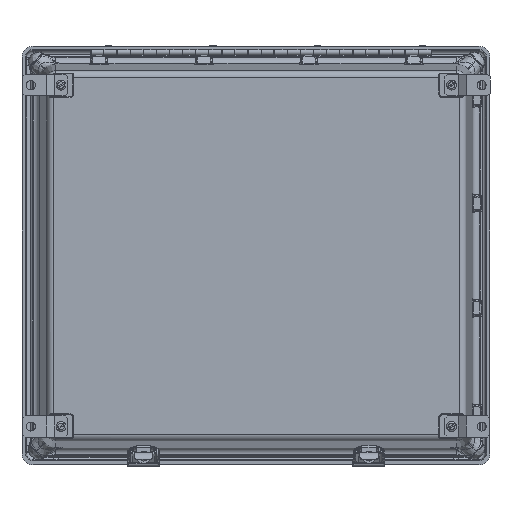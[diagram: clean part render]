
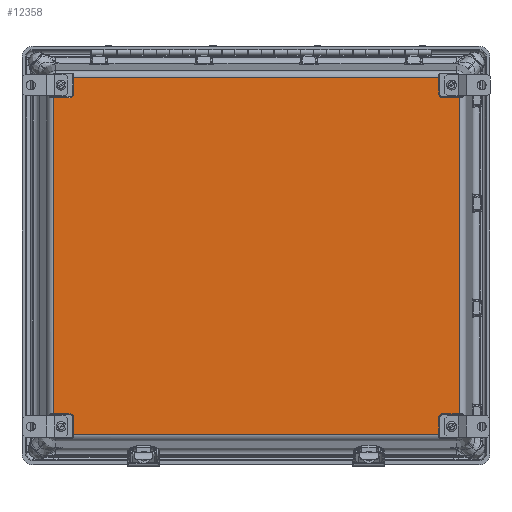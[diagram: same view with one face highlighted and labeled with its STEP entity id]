
A CAD part, front view. The second image highlights one B-rep face of the part: STEP entity #12358.
In plain terms, the highlighted planar face has unit normal (0, -1, 0).
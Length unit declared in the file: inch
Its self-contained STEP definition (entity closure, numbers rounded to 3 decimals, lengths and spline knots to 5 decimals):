
#1453 = VECTOR ( 'NONE', #68168, 39.37008 ) ;
#2007 = CARTESIAN_POINT ( 'NONE',  ( -6.97148, -8.12956, -6.81642 ) ) ;
#2270 = CARTESIAN_POINT ( 'NONE',  ( -7.75474, -8.12956, -6.71644 ) ) ;
#2772 = EDGE_CURVE ( 'NONE', #12697, #12020, #35741, .T. ) ;
#3351 = EDGE_CURVE ( 'NONE', #60864, #22881, #24977, .T. ) ;
#3490 = AXIS2_PLACEMENT_3D ( 'NONE', #8149, #44940, #13400 ) ;
#3693 = CARTESIAN_POINT ( 'NONE',  ( 7.75464, -8.12956, -6.71644 ) ) ;
#3759 = DIRECTION ( 'NONE',  ( 0., 1., 0. ) ) ;
#4903 = CARTESIAN_POINT ( 'NONE',  ( -7.75474, -8.12956, 6.03307 ) ) ;
#5488 = EDGE_CURVE ( 'NONE', #36393, #50286, #65244, .T. ) ;
#7063 = EDGE_LOOP ( 'NONE', ( #44372, #39273, #30354, #9643, #38482, #64864, #22844, #49206, #7209, #33318, #54626, #7640, #13993, #63438, #61915, #42934 ) ) ;
#7209 = ORIENTED_EDGE ( 'NONE', *, *, #2772, .T. ) ;
#7561 = DIRECTION ( 'NONE',  ( 0., 0., -1. ) ) ;
#7640 = ORIENTED_EDGE ( 'NONE', *, *, #35910, .T. ) ;
#7777 = LINE ( 'NONE', #10397, #62117 ) ;
#8149 = CARTESIAN_POINT ( 'NONE',  ( 7.11089, -8.12956, -6.17268 ) ) ;
#8487 = LINE ( 'NONE', #10212, #20785 ) ;
#9022 = LINE ( 'NONE', #49616, #51027 ) ;
#9643 = ORIENTED_EDGE ( 'NONE', *, *, #39232, .T. ) ;
#10099 = VECTOR ( 'NONE', #54738, 39.37008 ) ;
#10212 = CARTESIAN_POINT ( 'NONE',  ( -7.65475, -8.12956, -6.81642 ) ) ;
#10334 = VECTOR ( 'NONE', #24559, 39.37008 ) ;
#10397 = CARTESIAN_POINT ( 'NONE',  ( -7.75474, -8.12956, 6.03307 ) ) ;
#10576 = CARTESIAN_POINT ( 'NONE',  ( -7.11099, -8.12956, 6.17258 ) ) ;
#10722 = CARTESIAN_POINT ( 'NONE',  ( -7.11099, -8.12956, -6.03316 ) ) ;
#10739 = VERTEX_POINT ( 'NONE', #66016 ) ;
#11786 = VERTEX_POINT ( 'NONE', #18875 ) ;
#12020 = VERTEX_POINT ( 'NONE', #62606 ) ;
#12358 = ADVANCED_FACE ( 'NONE', ( #19534 ), #35831, .T. ) ;
#12697 = VERTEX_POINT ( 'NONE', #64608 ) ;
#13400 = DIRECTION ( 'NONE',  ( 0., 0., -1. ) ) ;
#13708 = VERTEX_POINT ( 'NONE', #25199 ) ;
#13993 = ORIENTED_EDGE ( 'NONE', *, *, #35533, .T. ) ;
#15836 = DIRECTION ( 'NONE',  ( 0., 0., -1. ) ) ;
#17381 = CARTESIAN_POINT ( 'NONE',  ( 6.97138, -8.12956, -6.17268 ) ) ;
#18101 = DIRECTION ( 'NONE',  ( 0., 1., 0. ) ) ;
#18875 = CARTESIAN_POINT ( 'NONE',  ( -7.75474, -8.12956, -6.03316 ) ) ;
#19534 = FACE_OUTER_BOUND ( 'NONE', #7063, .T. ) ;
#20622 = CARTESIAN_POINT ( 'NONE',  ( -6.97148, -8.12956, -6.17268 ) ) ;
#20785 = VECTOR ( 'NONE', #62911, 39.37008 ) ;
#20880 = AXIS2_PLACEMENT_3D ( 'NONE', #35301, #3759, #40563 ) ;
#21385 = VERTEX_POINT ( 'NONE', #4903 ) ;
#22844 = ORIENTED_EDGE ( 'NONE', *, *, #38837, .T. ) ;
#22881 = VERTEX_POINT ( 'NONE', #66067 ) ;
#24091 = LINE ( 'NONE', #43637, #10099 ) ;
#24559 = DIRECTION ( 'NONE',  ( 0., 0., 1. ) ) ;
#24977 = CIRCLE ( 'NONE', #3490, 0.13951 ) ;
#25199 = CARTESIAN_POINT ( 'NONE',  ( 7.75464, -8.12956, 6.03307 ) ) ;
#25218 = CIRCLE ( 'NONE', #47147, 0.13951 ) ;
#27808 = DIRECTION ( 'NONE',  ( 1., 0., 0. ) ) ;
#28889 = VERTEX_POINT ( 'NONE', #35938 ) ;
#28920 = VECTOR ( 'NONE', #33559, 39.37008 ) ;
#29514 = LINE ( 'NONE', #62859, #1453 ) ;
#30354 = ORIENTED_EDGE ( 'NONE', *, *, #41221, .T. ) ;
#32143 = CARTESIAN_POINT ( 'NONE',  ( -7.65475, -8.12956, 6.81633 ) ) ;
#32336 = AXIS2_PLACEMENT_3D ( 'NONE', #49677, #18101, #54975 ) ;
#32812 = VECTOR ( 'NONE', #7561, 39.37008 ) ;
#32952 = VERTEX_POINT ( 'NONE', #56203 ) ;
#33318 = ORIENTED_EDGE ( 'NONE', *, *, #43352, .T. ) ;
#33559 = DIRECTION ( 'NONE',  ( 0., 0., -1. ) ) ;
#33889 = DIRECTION ( 'NONE',  ( 0., 0., 1. ) ) ;
#34465 = LINE ( 'NONE', #2270, #32812 ) ;
#35301 = CARTESIAN_POINT ( 'NONE',  ( -7.11099, -8.12956, -6.17268 ) ) ;
#35445 = VECTOR ( 'NONE', #33889, 39.37008 ) ;
#35533 = EDGE_CURVE ( 'NONE', #32952, #40199, #25218, .T. ) ;
#35741 = CIRCLE ( 'NONE', #32336, 0.13951 ) ;
#35831 = PLANE ( 'NONE',  #47651 ) ;
#35910 = EDGE_CURVE ( 'NONE', #50286, #32952, #36703, .T. ) ;
#35938 = CARTESIAN_POINT ( 'NONE',  ( 7.75464, -8.12956, -6.03316 ) ) ;
#36393 = VERTEX_POINT ( 'NONE', #43599 ) ;
#36703 = LINE ( 'NONE', #63747, #49083 ) ;
#37060 = LINE ( 'NONE', #38438, #35445 ) ;
#38438 = CARTESIAN_POINT ( 'NONE',  ( 6.97138, -8.12956, 6.81633 ) ) ;
#38482 = ORIENTED_EDGE ( 'NONE', *, *, #3351, .T. ) ;
#38837 = EDGE_CURVE ( 'NONE', #28889, #13708, #53211, .T. ) ;
#39162 = VECTOR ( 'NONE', #51326, 39.37008 ) ;
#39232 = EDGE_CURVE ( 'NONE', #10739, #60864, #68004, .T. ) ;
#39273 = ORIENTED_EDGE ( 'NONE', *, *, #52660, .T. ) ;
#39835 = EDGE_CURVE ( 'NONE', #59580, #63730, #67951, .T. ) ;
#40199 = VERTEX_POINT ( 'NONE', #40704 ) ;
#40563 = DIRECTION ( 'NONE',  ( 0., 0., -1. ) ) ;
#40704 = CARTESIAN_POINT ( 'NONE',  ( -7.11099, -8.12956, 6.03307 ) ) ;
#41091 = DIRECTION ( 'NONE',  ( 0., 0., -1. ) ) ;
#41221 = EDGE_CURVE ( 'NONE', #42308, #10739, #8487, .T. ) ;
#42308 = VERTEX_POINT ( 'NONE', #43396 ) ;
#42530 = DIRECTION ( 'NONE',  ( 0., 0., -1. ) ) ;
#42934 = ORIENTED_EDGE ( 'NONE', *, *, #65658, .T. ) ;
#43352 = EDGE_CURVE ( 'NONE', #12020, #36393, #37060, .T. ) ;
#43396 = CARTESIAN_POINT ( 'NONE',  ( -6.97148, -8.12956, -6.81642 ) ) ;
#43599 = CARTESIAN_POINT ( 'NONE',  ( 6.97138, -8.12956, 6.81633 ) ) ;
#43637 = CARTESIAN_POINT ( 'NONE',  ( 7.75464, -8.12956, -6.03316 ) ) ;
#44372 = ORIENTED_EDGE ( 'NONE', *, *, #39835, .T. ) ;
#44940 = DIRECTION ( 'NONE',  ( 0., 1., 0. ) ) ;
#45156 = EDGE_CURVE ( 'NONE', #21385, #11786, #34465, .T. ) ;
#47147 = AXIS2_PLACEMENT_3D ( 'NONE', #10576, #47408, #15836 ) ;
#47408 = DIRECTION ( 'NONE',  ( 0., 1., 0. ) ) ;
#47651 = AXIS2_PLACEMENT_3D ( 'NONE', #62068, #61848, #41091 ) ;
#48337 = EDGE_CURVE ( 'NONE', #40199, #21385, #7777, .T. ) ;
#49083 = VECTOR ( 'NONE', #42530, 39.37008 ) ;
#49206 = ORIENTED_EDGE ( 'NONE', *, *, #54808, .T. ) ;
#49616 = CARTESIAN_POINT ( 'NONE',  ( -7.11099, -8.12956, -6.03316 ) ) ;
#49677 = CARTESIAN_POINT ( 'NONE',  ( 7.11089, -8.12956, 6.17258 ) ) ;
#49855 = EDGE_CURVE ( 'NONE', #22881, #28889, #24091, .T. ) ;
#50286 = VERTEX_POINT ( 'NONE', #63853 ) ;
#51027 = VECTOR ( 'NONE', #27808, 39.37008 ) ;
#51213 = VECTOR ( 'NONE', #58589, 39.37008 ) ;
#51247 = CARTESIAN_POINT ( 'NONE',  ( 6.97138, -8.12956, -6.17268 ) ) ;
#51326 = DIRECTION ( 'NONE',  ( 0., 0., 1. ) ) ;
#52660 = EDGE_CURVE ( 'NONE', #63730, #42308, #56883, .T. ) ;
#53211 = LINE ( 'NONE', #3693, #39162 ) ;
#54626 = ORIENTED_EDGE ( 'NONE', *, *, #5488, .T. ) ;
#54738 = DIRECTION ( 'NONE',  ( 1., 0., 0. ) ) ;
#54808 = EDGE_CURVE ( 'NONE', #13708, #12697, #29514, .T. ) ;
#54975 = DIRECTION ( 'NONE',  ( 0., 0., -1. ) ) ;
#56203 = CARTESIAN_POINT ( 'NONE',  ( -6.97148, -8.12956, 6.17258 ) ) ;
#56883 = LINE ( 'NONE', #2007, #28920 ) ;
#57814 = DIRECTION ( 'NONE',  ( -1., 0., 0. ) ) ;
#58589 = DIRECTION ( 'NONE',  ( -1., 0., 0. ) ) ;
#59580 = VERTEX_POINT ( 'NONE', #10722 ) ;
#60864 = VERTEX_POINT ( 'NONE', #17381 ) ;
#61848 = DIRECTION ( 'NONE',  ( 0., -1., 0. ) ) ;
#61915 = ORIENTED_EDGE ( 'NONE', *, *, #45156, .T. ) ;
#62068 = CARTESIAN_POINT ( 'NONE',  ( -7.65475, -8.12956, -6.71644 ) ) ;
#62117 = VECTOR ( 'NONE', #57814, 39.37008 ) ;
#62606 = CARTESIAN_POINT ( 'NONE',  ( 6.97138, -8.12956, 6.17258 ) ) ;
#62859 = CARTESIAN_POINT ( 'NONE',  ( 7.11089, -8.12956, 6.03307 ) ) ;
#62911 = DIRECTION ( 'NONE',  ( 1., 0., 0. ) ) ;
#63438 = ORIENTED_EDGE ( 'NONE', *, *, #48337, .T. ) ;
#63730 = VERTEX_POINT ( 'NONE', #20622 ) ;
#63747 = CARTESIAN_POINT ( 'NONE',  ( -6.97148, -8.12956, 6.17258 ) ) ;
#63853 = CARTESIAN_POINT ( 'NONE',  ( -6.97148, -8.12956, 6.81633 ) ) ;
#64608 = CARTESIAN_POINT ( 'NONE',  ( 7.11089, -8.12956, 6.03307 ) ) ;
#64864 = ORIENTED_EDGE ( 'NONE', *, *, #49855, .T. ) ;
#65244 = LINE ( 'NONE', #32143, #51213 ) ;
#65658 = EDGE_CURVE ( 'NONE', #11786, #59580, #9022, .T. ) ;
#66016 = CARTESIAN_POINT ( 'NONE',  ( 6.97138, -8.12956, -6.81642 ) ) ;
#66067 = CARTESIAN_POINT ( 'NONE',  ( 7.11089, -8.12956, -6.03316 ) ) ;
#67951 = CIRCLE ( 'NONE', #20880, 0.13951 ) ;
#68004 = LINE ( 'NONE', #51247, #10334 ) ;
#68168 = DIRECTION ( 'NONE',  ( -1., 0., 0. ) ) ;
